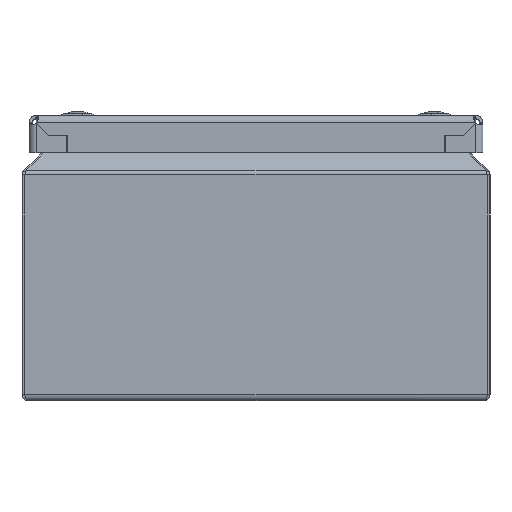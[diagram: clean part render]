
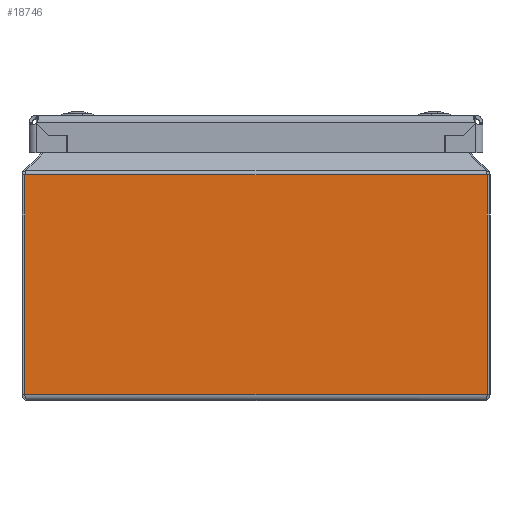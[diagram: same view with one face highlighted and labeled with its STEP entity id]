
A CAD part, left-side view. The second image highlights one B-rep face of the part: STEP entity #18746.
In plain terms, the highlighted planar face has unit normal (-1, 0, 0).
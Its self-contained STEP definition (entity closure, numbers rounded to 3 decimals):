
#736 = CARTESIAN_POINT ( 'NONE',  ( -100., -98.75, 96.482 ) ) ;
#6897 = CARTESIAN_POINT ( 'NONE',  ( -100., 98.75, 96.482 ) ) ;
#6899 = DIRECTION ( 'NONE',  ( 0., 0., -1. ) ) ;
#6901 = VECTOR ( 'NONE', #6899, 1000. ) ;
#6903 = CARTESIAN_POINT ( 'NONE',  ( -100., 98.75, 96.482 ) ) ;
#6904 = LINE ( 'NONE', #6903, #6901 ) ;
#7101 = CARTESIAN_POINT ( 'NONE',  ( -100., 98.75, 2.5 ) ) ;
#7361 = VERTEX_POINT ( 'NONE', #736 ) ;
#7914 = DIRECTION ( 'NONE',  ( 0., -1., 0. ) ) ;
#7915 = VECTOR ( 'NONE', #7914, 1000. ) ;
#7917 = CARTESIAN_POINT ( 'NONE',  ( -100., 1086.25, 2.5 ) ) ;
#7920 = LINE ( 'NONE', #7917, #7915 ) ;
#7924 = DIRECTION ( 'NONE',  ( 0., -1., 0. ) ) ;
#7926 = VECTOR ( 'NONE', #7924, 1000. ) ;
#7927 = CARTESIAN_POINT ( 'NONE',  ( -100., 1086.25, 96.482 ) ) ;
#7929 = LINE ( 'NONE', #7927, #7926 ) ;
#7934 = DIRECTION ( 'NONE',  ( 0., 0., -1. ) ) ;
#7936 = DIRECTION ( 'NONE',  ( -1., 0., 0. ) ) ;
#7937 = CARTESIAN_POINT ( 'NONE',  ( -100., 1086.25, 96.482 ) ) ;
#7939 = AXIS2_PLACEMENT_3D ( 'NONE', #7937, #7936, #7934 ) ;
#7942 = PLANE ( 'NONE',  #7939 ) ;
#7945 = FACE_OUTER_BOUND ( 'NONE', #18747, .T. ) ;
#8118 = CARTESIAN_POINT ( 'NONE',  ( -100., -98.75, 2.5 ) ) ;
#8120 = DIRECTION ( 'NONE',  ( 0., 0., 1. ) ) ;
#8122 = VECTOR ( 'NONE', #8120, 1000. ) ;
#8124 = CARTESIAN_POINT ( 'NONE',  ( -100., -98.75, 96.482 ) ) ;
#8125 = LINE ( 'NONE', #8124, #8122 ) ;
#18613 = EDGE_CURVE ( 'NONE', #18614, #18640, #6904, .T. ) ;
#18614 = VERTEX_POINT ( 'NONE', #6897 ) ;
#18640 = VERTEX_POINT ( 'NONE', #7101 ) ;
#18746 = ADVANCED_FACE ( 'NONE', ( #7945 ), #7942, .T. ) ;
#18747 = EDGE_LOOP ( 'NONE', ( #18748, #18749, #18751, #18752 ) ) ;
#18748 = ORIENTED_EDGE ( 'NONE', *, *, #18767, .T. ) ;
#18749 = ORIENTED_EDGE ( 'NONE', *, *, #18750, .F. ) ;
#18750 = EDGE_CURVE ( 'NONE', #18614, #7361, #7929, .T. ) ;
#18751 = ORIENTED_EDGE ( 'NONE', *, *, #18613, .T. ) ;
#18752 = ORIENTED_EDGE ( 'NONE', *, *, #18753, .T. ) ;
#18753 = EDGE_CURVE ( 'NONE', #18640, #18768, #7920, .T. ) ;
#18767 = EDGE_CURVE ( 'NONE', #18768, #7361, #8125, .T. ) ;
#18768 = VERTEX_POINT ( 'NONE', #8118 ) ;
